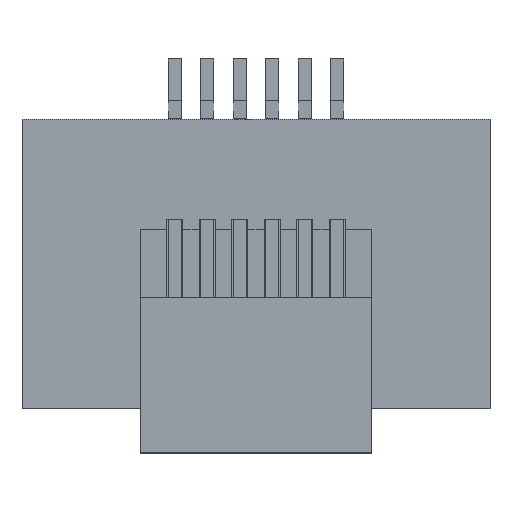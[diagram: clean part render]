
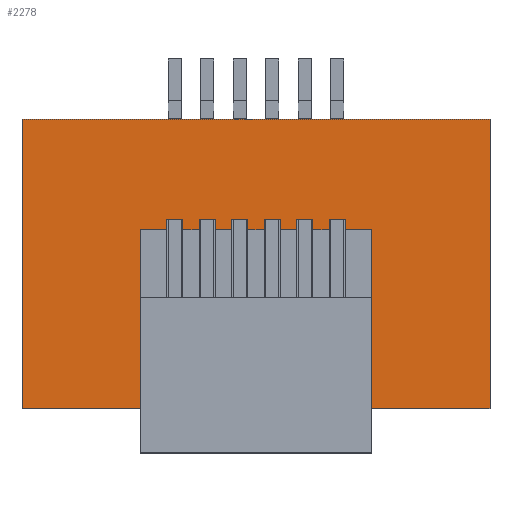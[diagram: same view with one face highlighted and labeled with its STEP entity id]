
A CAD part, top view. The second image highlights one B-rep face of the part: STEP entity #2278.
In plain terms, the highlighted planar face has unit normal (0, 0, 1).
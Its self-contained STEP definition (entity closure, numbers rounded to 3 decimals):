
#100=PLANE('',#2509);
#224=FACE_OUTER_BOUND('',#352,.T.);
#352=EDGE_LOOP('',(#1733,#1734,#1735,#1736,#1737,#1738,#1739,#1740,#1741,
#1742,#1743,#1744,#1745,#1746,#1747,#1748,#1749,#1750,#1751,#1752,#1753,
#1754,#1755,#1756,#1757,#1758,#1759,#1760,#1761,#1762,#1763,#1764));
#479=LINE('',#3302,#789);
#482=LINE('',#3308,#792);
#487=LINE('',#3317,#797);
#490=LINE('',#3324,#800);
#494=LINE('',#3332,#804);
#519=LINE('',#3382,#829);
#521=LINE('',#3387,#831);
#525=LINE('',#3395,#835);
#529=LINE('',#3402,#839);
#533=LINE('',#3409,#843);
#534=LINE('',#3411,#844);
#535=LINE('',#3413,#845);
#536=LINE('',#3415,#846);
#537=LINE('',#3417,#847);
#538=LINE('',#3419,#848);
#539=LINE('',#3421,#849);
#540=LINE('',#3423,#850);
#541=LINE('',#3425,#851);
#542=LINE('',#3427,#852);
#543=LINE('',#3429,#853);
#544=LINE('',#3431,#854);
#545=LINE('',#3433,#855);
#546=LINE('',#3435,#856);
#547=LINE('',#3437,#857);
#548=LINE('',#3439,#858);
#549=LINE('',#3441,#859);
#550=LINE('',#3443,#860);
#551=LINE('',#3444,#861);
#552=LINE('',#3446,#862);
#553=LINE('',#3448,#863);
#554=LINE('',#3449,#864);
#555=LINE('',#3450,#865);
#789=VECTOR('',#2690,10.);
#792=VECTOR('',#2695,10.);
#797=VECTOR('',#2702,10.);
#800=VECTOR('',#2707,10.);
#804=VECTOR('',#2711,10.);
#829=VECTOR('',#2740,10.);
#831=VECTOR('',#2744,10.);
#835=VECTOR('',#2750,10.);
#839=VECTOR('',#2756,10.);
#843=VECTOR('',#2764,10.);
#844=VECTOR('',#2765,10.);
#845=VECTOR('',#2766,10.);
#846=VECTOR('',#2767,10.);
#847=VECTOR('',#2768,10.);
#848=VECTOR('',#2769,10.);
#849=VECTOR('',#2770,10.);
#850=VECTOR('',#2771,10.);
#851=VECTOR('',#2772,10.);
#852=VECTOR('',#2773,10.);
#853=VECTOR('',#2774,10.);
#854=VECTOR('',#2775,10.);
#855=VECTOR('',#2776,10.);
#856=VECTOR('',#2777,10.);
#857=VECTOR('',#2778,10.);
#858=VECTOR('',#2779,10.);
#859=VECTOR('',#2780,10.);
#860=VECTOR('',#2781,10.);
#861=VECTOR('',#2782,10.);
#862=VECTOR('',#2783,10.);
#863=VECTOR('',#2784,10.);
#864=VECTOR('',#2785,10.);
#865=VECTOR('',#2786,10.);
#1104=VERTEX_POINT('',#3299);
#1105=VERTEX_POINT('',#3301);
#1107=VERTEX_POINT('',#3307);
#1110=VERTEX_POINT('',#3315);
#1112=VERTEX_POINT('',#3321);
#1113=VERTEX_POINT('',#3323);
#1116=VERTEX_POINT('',#3329);
#1117=VERTEX_POINT('',#3331);
#1140=VERTEX_POINT('',#3381);
#1141=VERTEX_POINT('',#3385);
#1142=VERTEX_POINT('',#3386);
#1145=VERTEX_POINT('',#3394);
#1147=VERTEX_POINT('',#3401);
#1149=VERTEX_POINT('',#3410);
#1150=VERTEX_POINT('',#3412);
#1151=VERTEX_POINT('',#3414);
#1152=VERTEX_POINT('',#3416);
#1153=VERTEX_POINT('',#3418);
#1154=VERTEX_POINT('',#3420);
#1155=VERTEX_POINT('',#3422);
#1156=VERTEX_POINT('',#3424);
#1157=VERTEX_POINT('',#3426);
#1158=VERTEX_POINT('',#3428);
#1159=VERTEX_POINT('',#3430);
#1160=VERTEX_POINT('',#3432);
#1161=VERTEX_POINT('',#3434);
#1162=VERTEX_POINT('',#3436);
#1163=VERTEX_POINT('',#3438);
#1164=VERTEX_POINT('',#3440);
#1165=VERTEX_POINT('',#3442);
#1166=VERTEX_POINT('',#3445);
#1167=VERTEX_POINT('',#3447);
#1323=EDGE_CURVE('',#1105,#1104,#479,.T.);
#1326=EDGE_CURVE('',#1104,#1107,#482,.T.);
#1331=EDGE_CURVE('',#1107,#1110,#487,.T.);
#1334=EDGE_CURVE('',#1113,#1112,#490,.T.);
#1338=EDGE_CURVE('',#1117,#1116,#494,.T.);
#1363=EDGE_CURVE('',#1140,#1105,#519,.T.);
#1365=EDGE_CURVE('',#1141,#1142,#521,.T.);
#1369=EDGE_CURVE('',#1142,#1145,#525,.T.);
#1373=EDGE_CURVE('',#1147,#1141,#529,.T.);
#1377=EDGE_CURVE('',#1110,#1147,#533,.T.);
#1378=EDGE_CURVE('',#1145,#1149,#534,.T.);
#1379=EDGE_CURVE('',#1149,#1150,#535,.T.);
#1380=EDGE_CURVE('',#1150,#1151,#536,.T.);
#1381=EDGE_CURVE('',#1151,#1152,#537,.T.);
#1382=EDGE_CURVE('',#1152,#1153,#538,.T.);
#1383=EDGE_CURVE('',#1153,#1154,#539,.T.);
#1384=EDGE_CURVE('',#1154,#1155,#540,.T.);
#1385=EDGE_CURVE('',#1155,#1156,#541,.T.);
#1386=EDGE_CURVE('',#1156,#1157,#542,.T.);
#1387=EDGE_CURVE('',#1157,#1158,#543,.T.);
#1388=EDGE_CURVE('',#1158,#1159,#544,.T.);
#1389=EDGE_CURVE('',#1159,#1160,#545,.T.);
#1390=EDGE_CURVE('',#1160,#1161,#546,.T.);
#1391=EDGE_CURVE('',#1161,#1162,#547,.T.);
#1392=EDGE_CURVE('',#1162,#1163,#548,.T.);
#1393=EDGE_CURVE('',#1163,#1164,#549,.T.);
#1394=EDGE_CURVE('',#1164,#1165,#550,.T.);
#1395=EDGE_CURVE('',#1165,#1117,#551,.T.);
#1396=EDGE_CURVE('',#1116,#1166,#552,.T.);
#1397=EDGE_CURVE('',#1166,#1167,#553,.T.);
#1398=EDGE_CURVE('',#1167,#1113,#554,.T.);
#1399=EDGE_CURVE('',#1112,#1140,#555,.T.);
#1733=ORIENTED_EDGE('',*,*,#1331,.T.);
#1734=ORIENTED_EDGE('',*,*,#1377,.T.);
#1735=ORIENTED_EDGE('',*,*,#1373,.T.);
#1736=ORIENTED_EDGE('',*,*,#1365,.T.);
#1737=ORIENTED_EDGE('',*,*,#1369,.T.);
#1738=ORIENTED_EDGE('',*,*,#1378,.T.);
#1739=ORIENTED_EDGE('',*,*,#1379,.T.);
#1740=ORIENTED_EDGE('',*,*,#1380,.T.);
#1741=ORIENTED_EDGE('',*,*,#1381,.T.);
#1742=ORIENTED_EDGE('',*,*,#1382,.T.);
#1743=ORIENTED_EDGE('',*,*,#1383,.T.);
#1744=ORIENTED_EDGE('',*,*,#1384,.T.);
#1745=ORIENTED_EDGE('',*,*,#1385,.T.);
#1746=ORIENTED_EDGE('',*,*,#1386,.T.);
#1747=ORIENTED_EDGE('',*,*,#1387,.T.);
#1748=ORIENTED_EDGE('',*,*,#1388,.T.);
#1749=ORIENTED_EDGE('',*,*,#1389,.T.);
#1750=ORIENTED_EDGE('',*,*,#1390,.T.);
#1751=ORIENTED_EDGE('',*,*,#1391,.T.);
#1752=ORIENTED_EDGE('',*,*,#1392,.T.);
#1753=ORIENTED_EDGE('',*,*,#1393,.T.);
#1754=ORIENTED_EDGE('',*,*,#1394,.T.);
#1755=ORIENTED_EDGE('',*,*,#1395,.T.);
#1756=ORIENTED_EDGE('',*,*,#1338,.T.);
#1757=ORIENTED_EDGE('',*,*,#1396,.T.);
#1758=ORIENTED_EDGE('',*,*,#1397,.T.);
#1759=ORIENTED_EDGE('',*,*,#1398,.T.);
#1760=ORIENTED_EDGE('',*,*,#1334,.T.);
#1761=ORIENTED_EDGE('',*,*,#1399,.T.);
#1762=ORIENTED_EDGE('',*,*,#1363,.T.);
#1763=ORIENTED_EDGE('',*,*,#1323,.T.);
#1764=ORIENTED_EDGE('',*,*,#1326,.T.);
#2278=ADVANCED_FACE('',(#224),#100,.T.);
#2509=AXIS2_PLACEMENT_3D('',#3408,#2762,#2763);
#2690=DIRECTION('',(0.,1.,0.));
#2695=DIRECTION('',(1.,0.,0.));
#2702=DIRECTION('',(0.,-1.,0.));
#2707=DIRECTION('',(1.,0.,0.));
#2711=DIRECTION('',(1.,0.,0.));
#2740=DIRECTION('',(1.,0.,0.));
#2744=DIRECTION('',(1.,0.,0.));
#2750=DIRECTION('',(0.,-1.,0.));
#2756=DIRECTION('',(0.,1.,0.));
#2762=DIRECTION('center_axis',(0.,0.,1.));
#2763=DIRECTION('ref_axis',(1.,0.,0.));
#2764=DIRECTION('',(1.,0.,0.));
#2765=DIRECTION('',(1.,0.,0.));
#2766=DIRECTION('',(0.,1.,0.));
#2767=DIRECTION('',(1.,0.,0.));
#2768=DIRECTION('',(0.,-1.,0.));
#2769=DIRECTION('',(1.,0.,0.));
#2770=DIRECTION('',(0.,1.,0.));
#2771=DIRECTION('',(1.,0.,0.));
#2772=DIRECTION('',(0.,-1.,0.));
#2773=DIRECTION('',(1.,0.,0.));
#2774=DIRECTION('',(0.,1.,0.));
#2775=DIRECTION('',(1.,0.,0.));
#2776=DIRECTION('',(0.,-1.,0.));
#2777=DIRECTION('',(1.,0.,0.));
#2778=DIRECTION('',(0.,1.,0.));
#2779=DIRECTION('',(1.,0.,0.));
#2780=DIRECTION('',(0.,-1.,0.));
#2781=DIRECTION('',(1.,0.,0.));
#2782=DIRECTION('',(0.,-1.,0.));
#2783=DIRECTION('',(0.,1.,0.));
#2784=DIRECTION('',(-1.,0.,0.));
#2785=DIRECTION('',(0.,-1.,0.));
#2786=DIRECTION('',(0.,1.,0.));
#3299=CARTESIAN_POINT('',(-1.375,2.904,2.));
#3301=CARTESIAN_POINT('',(-1.375,2.746,2.));
#3302=CARTESIAN_POINT('',(-1.375,1.775,2.));
#3307=CARTESIAN_POINT('',(-1.125,2.904,2.));
#3308=CARTESIAN_POINT('',(-0.625,2.904,2.));
#3315=CARTESIAN_POINT('',(-1.125,2.746,2.));
#3317=CARTESIAN_POINT('',(-1.125,1.775,2.));
#3321=CARTESIAN_POINT('',(-1.78,-0.004,2.));
#3323=CARTESIAN_POINT('',(-3.6,-0.004,2.));
#3324=CARTESIAN_POINT('',(3.6,-0.004,2.));
#3329=CARTESIAN_POINT('',(3.6,-0.004,2.));
#3331=CARTESIAN_POINT('',(1.78,-0.004,2.));
#3332=CARTESIAN_POINT('',(3.6,-0.004,2.));
#3381=CARTESIAN_POINT('',(-1.78,2.746,2.));
#3382=CARTESIAN_POINT('',(-0.89,2.746,2.));
#3385=CARTESIAN_POINT('',(-0.875,2.904,2.));
#3386=CARTESIAN_POINT('',(-0.625,2.904,2.));
#3387=CARTESIAN_POINT('',(-0.375,2.904,2.));
#3394=CARTESIAN_POINT('',(-0.625,2.746,2.));
#3395=CARTESIAN_POINT('',(-0.625,1.775,2.));
#3401=CARTESIAN_POINT('',(-0.875,2.746,2.));
#3402=CARTESIAN_POINT('',(-0.875,1.775,2.));
#3408=CARTESIAN_POINT('Origin',(0.,2.221,2.));
#3409=CARTESIAN_POINT('',(-0.89,2.746,2.));
#3410=CARTESIAN_POINT('',(-0.375,2.746,2.));
#3411=CARTESIAN_POINT('',(-0.89,2.746,2.));
#3412=CARTESIAN_POINT('',(-0.375,2.904,2.));
#3413=CARTESIAN_POINT('',(-0.375,1.775,2.));
#3414=CARTESIAN_POINT('',(-0.125,2.904,2.));
#3415=CARTESIAN_POINT('',(-0.125,2.904,2.));
#3416=CARTESIAN_POINT('',(-0.125,2.746,2.));
#3417=CARTESIAN_POINT('',(-0.125,1.775,2.));
#3418=CARTESIAN_POINT('',(0.125,2.746,2.));
#3419=CARTESIAN_POINT('',(-0.89,2.746,2.));
#3420=CARTESIAN_POINT('',(0.125,2.904,2.));
#3421=CARTESIAN_POINT('',(0.125,1.775,2.));
#3422=CARTESIAN_POINT('',(0.375,2.904,2.));
#3423=CARTESIAN_POINT('',(0.125,2.904,2.));
#3424=CARTESIAN_POINT('',(0.375,2.746,2.));
#3425=CARTESIAN_POINT('',(0.375,1.775,2.));
#3426=CARTESIAN_POINT('',(0.625,2.746,2.));
#3427=CARTESIAN_POINT('',(-0.89,2.746,2.));
#3428=CARTESIAN_POINT('',(0.625,2.904,2.));
#3429=CARTESIAN_POINT('',(0.625,1.775,2.));
#3430=CARTESIAN_POINT('',(0.875,2.904,2.));
#3431=CARTESIAN_POINT('',(0.375,2.904,2.));
#3432=CARTESIAN_POINT('',(0.875,2.746,2.));
#3433=CARTESIAN_POINT('',(0.875,1.775,2.));
#3434=CARTESIAN_POINT('',(1.125,2.746,2.));
#3435=CARTESIAN_POINT('',(-0.89,2.746,2.));
#3436=CARTESIAN_POINT('',(1.125,2.904,2.));
#3437=CARTESIAN_POINT('',(1.125,1.775,2.));
#3438=CARTESIAN_POINT('',(1.375,2.904,2.));
#3439=CARTESIAN_POINT('',(0.625,2.904,2.));
#3440=CARTESIAN_POINT('',(1.375,2.746,2.));
#3441=CARTESIAN_POINT('',(1.375,1.775,2.));
#3442=CARTESIAN_POINT('',(1.78,2.746,2.));
#3443=CARTESIAN_POINT('',(-0.89,2.746,2.));
#3444=CARTESIAN_POINT('',(1.78,2.483,2.));
#3445=CARTESIAN_POINT('',(3.6,4.446,2.));
#3446=CARTESIAN_POINT('',(3.6,4.446,2.));
#3447=CARTESIAN_POINT('',(-3.6,4.446,2.));
#3448=CARTESIAN_POINT('',(-3.6,4.446,2.));
#3449=CARTESIAN_POINT('',(-3.6,-0.004,2.));
#3450=CARTESIAN_POINT('',(-1.78,0.955,2.));
